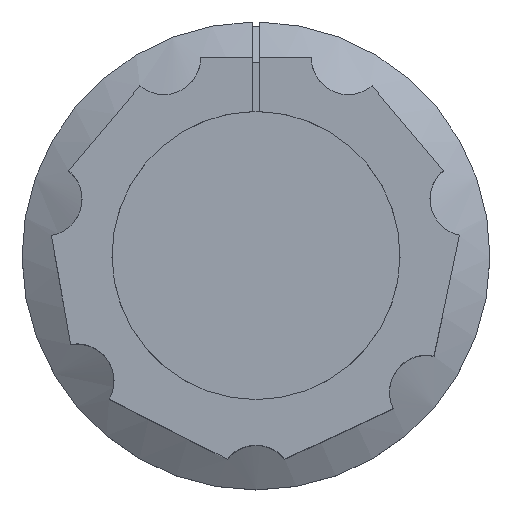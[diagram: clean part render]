
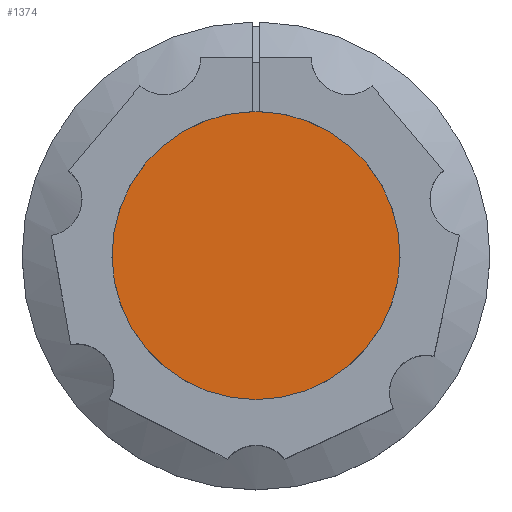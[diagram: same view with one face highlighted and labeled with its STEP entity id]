
A CAD part, top view. The second image highlights one B-rep face of the part: STEP entity #1374.
In plain terms, the highlighted planar face has unit normal (0, 0, 1).
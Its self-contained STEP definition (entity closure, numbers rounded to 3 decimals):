
#632=CARTESIAN_POINT('',(0.,0.,-1.));
#633=DIRECTION('',(0.,0.,-1.));
#634=DIRECTION('',(0.,1.,0.));
#635=AXIS2_PLACEMENT_3D('',#632,#633,#634);
#659=CARTESIAN_POINT('',(0.,0.,-1.));
#660=DIRECTION('',(0.,0.,1.));
#661=DIRECTION('',(0.,1.,0.));
#662=AXIS2_PLACEMENT_3D('',#659,#660,#661);
#738=CARTESIAN_POINT('',(0.,7.912,-1.));
#739=CARTESIAN_POINT('',(0.,-7.912,-1.));
#740=VERTEX_POINT('',#738);
#741=VERTEX_POINT('',#739);
#1365=CARTESIAN_POINT('',(0.,0.,-1.));
#1366=DIRECTION('',(0.,0.,-1.));
#1367=DIRECTION('',(0.,-1.,0.));
#1368=AXIS2_PLACEMENT_3D('',#1365,#1366,#1367);
#1369=PLANE('',#1368);
#1370=ORIENTED_EDGE('',*,*,#1307,.F.);
#1371=ORIENTED_EDGE('',*,*,#1287,.T.);
#1372=EDGE_LOOP('',(#1370,#1371));
#1373=FACE_OUTER_BOUND('',#1372,.F.);
#1374=ADVANCED_FACE('',(#1373),#1369,.F.);
#636=CIRCLE('',#635,7.912);
#663=CIRCLE('',#662,7.912);
#1287=EDGE_CURVE('',#740,#741,#636,.T.);
#1307=EDGE_CURVE('',#740,#741,#663,.T.);
